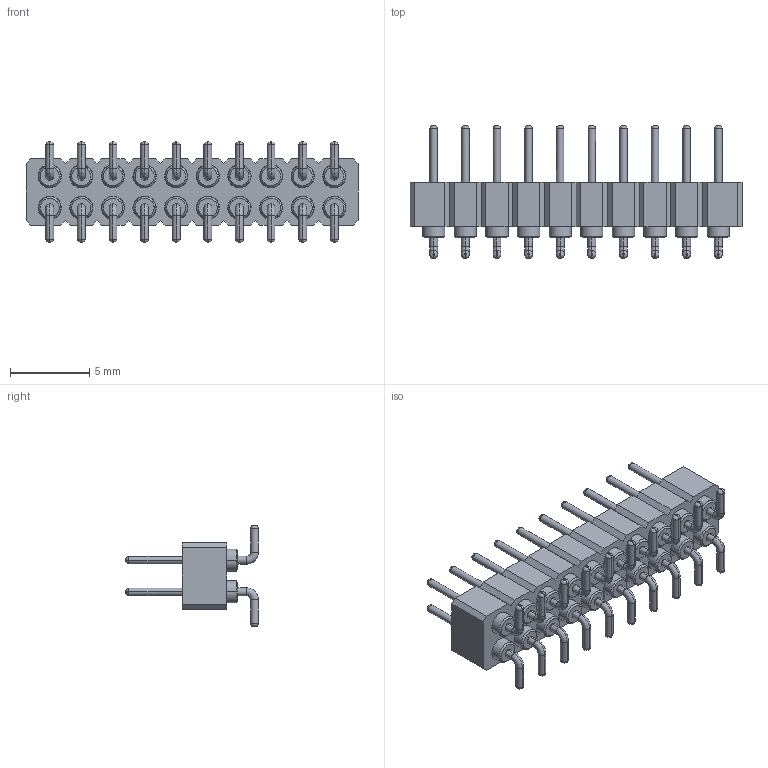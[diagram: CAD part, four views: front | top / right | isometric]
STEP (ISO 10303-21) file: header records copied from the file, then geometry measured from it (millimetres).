
FILE_DESCRIPTION( ('This file contains a STEP AP42 implementation' ,'as created by ZW3D STEP Interface translator.') ,'2;1' );
FILE_NAME( '3512-282XXMXX100X1.stp' ,'231011.1112 9', (''), ('ZWCAD Software Co.'), 'Version 1.0', 'ZW3D to STEP translator', '' );
FILE_SCHEMA(('AUTOMOTIVE_DESIGN { 1 0 10303 214 1 1 1 1 }'));
Length unit declared in the file: millimetre
Products named in the file (2): 0; 3512-28220mxx100x1
Bounding box: 21 x 8.4 x 6.4 mm (x, y, z)
Volume: 280.2 mm3; surface area: 1062.3 mm2
Topology: 1 solids, 1 shells, 724 faces, 1586 edges, 884 vertices
Faces by surface type: cylinder 280, plane 164, bspline 160, cone 80, torus 40
Entity records: 39582 total; most frequent: CARTESIAN_POINT 27045, ORIENTED_EDGE 3012, EDGE_CURVE 1506, B_SPLINE_CURVE_WITH_KNOTS 1426, DIRECTION 1290, VERTEX_POINT 884, EDGE_LOOP 824, FACE_OUTER_BOUND 724
